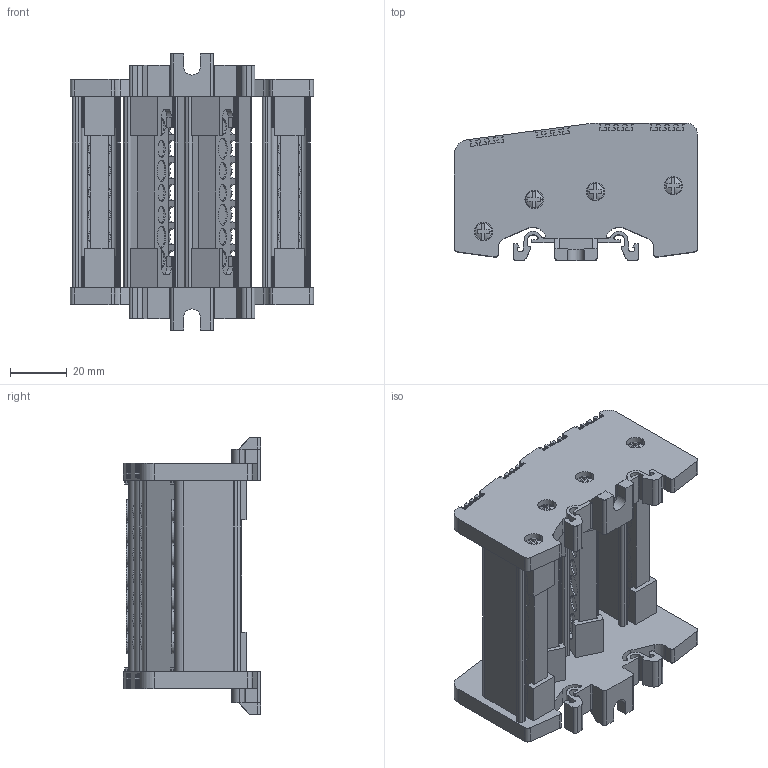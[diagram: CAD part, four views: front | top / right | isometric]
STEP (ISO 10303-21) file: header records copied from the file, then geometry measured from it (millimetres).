
FILE_DESCRIPTION (( 'STEP AP203' ), '1' );
FILE_NAME ('7x12 Dört Kutuplu Daðýtýcý Ünite - 7 Delikli.STEP', '2019-01-22T12:15:52', ( '' ), ( '' ), 'SwSTEP 2.0', 'SolidWorks 2011', '' );
FILE_SCHEMA (( 'CONFIG_CONTROL_DESIGN' ));
Products named in the file (1): 7x12 Dört Kutuplu Daðýtýcý Ünite - 7 Delikli
Bounding box: 86 x 48.5 x 97.7 mm (x, y, z)
Volume: 86288.4 mm3; surface area: 70934.4 mm2
Topology: 1 solids, 13 shells, 2985 faces, 8481 edges, 5610 vertices
Faces by surface type: plane 1508, cylinder 1034, cone 351, bspline 64, torus 28
Entity records: 99740 total; most frequent: CARTESIAN_POINT 20559, ORIENTED_EDGE 16962, DIRECTION 16607, EDGE_CURVE 8481, AXIS2_PLACEMENT_3D 5810, VERTEX_POINT 5610, LINE 4987, VECTOR 4987
